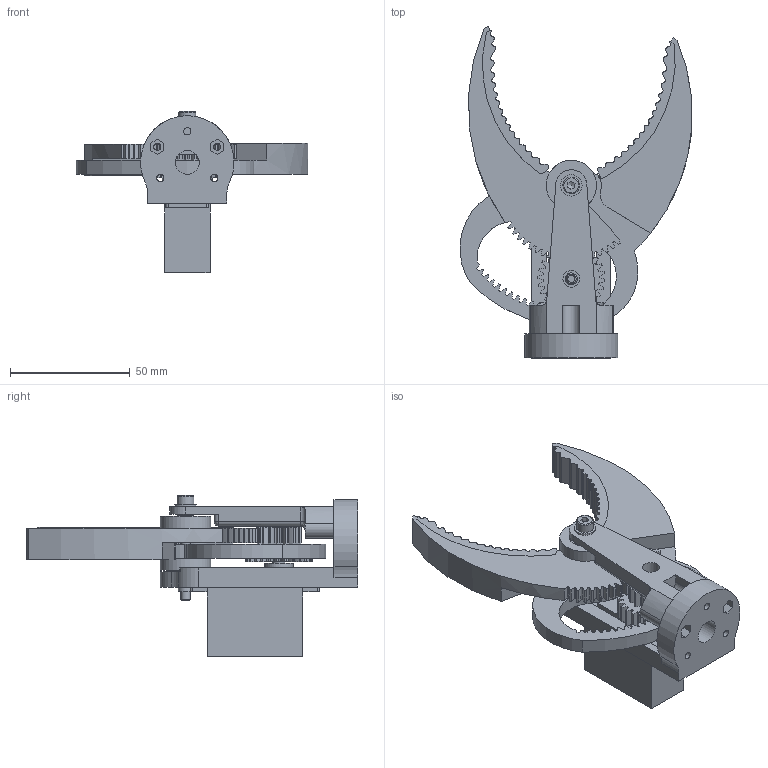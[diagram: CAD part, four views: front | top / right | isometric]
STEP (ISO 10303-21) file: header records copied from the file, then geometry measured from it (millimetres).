
FILE_DESCRIPTION(/* description */ (''),/* implementation_level */ '2;1');
FILE_NAME(/* name */ 'GripperM120_2.stp',/* time_stamp */ '2016-05-10T23:34:23+02:00',/* author */ ('4ndreas'),/* organization */ (''),/* preprocessor_version */ 'ST-DEVELOPER v16.1',/* originating_system */ 'Autodesk Inventor 2016',/* authorisation */ '');
FILE_SCHEMA (('AUTOMOTIVE_DESIGN { 1 0 10303 214 3 1 1 }'));
Length unit declared in the file: millimetre
Products named in the file (12): Claw_3_l; Claw_3_r; servo; ServoMount; DIN 625 SKF - SKF 624; Mount_B; BearingGuide; DIN 912 - M4 x 0,7 x 40 x 20; DIN 125 - A 4,3; DIN 985 - M4; Gear; GripperM120_2
Assembly tree (15 placements, depth 2):
  GripperM120_2
    Claw_3_l
    Claw_3_r
    servo
    ServoMount
    DIN 625 SKF - SKF 624  x4
    Mount_B
    BearingGuide  x2
    DIN 912 - M4 x 0,7 x 40 x 20
    DIN 125 - A 4,3
    DIN 985 - M4
    Gear
Bounding box: 96.82 x 138.55 x 67.3 mm (x, y, z)
Volume: 119940.5 mm3; surface area: 55545.5 mm2
Topology: 18 solids, 18 shells, 879 faces, 2514 edges, 1666 vertices
Faces by surface type: cylinder 507, plane 280, torus 59, sphere 22, cone 9, bspline 2
Full cylindrical faces by diameter (mm): 2.5 x4, 3 x9, 3.242 x1, 4 x7, 4.3 x1, 4.5 x4, 5 x1, 5.5 x1, 5.9 x1, 6.5 x3, 6.88 x8, 7 x2, 9 x3, 10 x1, 10.12 x8, 12 x1, 13 x8, 21 x2
Entity records: 26351 total; most frequent: CARTESIAN_POINT 4989, DIRECTION 4727, ORIENTED_EDGE 4220, EDGE_CURVE 2110, AXIS2_PLACEMENT_3D 1864, VERTEX_POINT 1434, CIRCLE 1047, LINE 999
